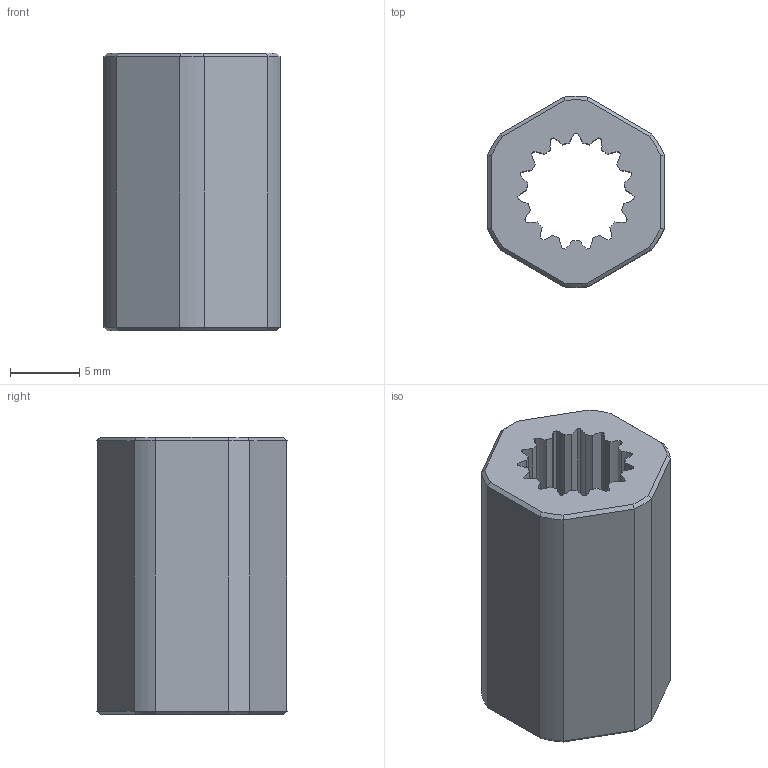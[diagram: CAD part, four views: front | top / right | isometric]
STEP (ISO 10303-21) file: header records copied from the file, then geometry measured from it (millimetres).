
FILE_DESCRIPTION (( 'STEP AP203' ), '1' );
FILE_NAME ('REV-21-4484_RevB.STEP', '2025-09-26T20:43:04', ( '' ), ( '' ), 'SwSTEP 2.0', 'SolidWorks 2022', '' );
FILE_SCHEMA (( 'CONFIG_CONTROL_DESIGN' ));
Length unit declared in the file: millimetre
Products named in the file (1): REV-21-4484_RevB
Bounding box: 12.68 x 13.73 x 20 mm (x, y, z)
Volume: 1821.9 mm3; surface area: 1713.3 mm2
Topology: 1 solids, 1 shells, 377 faces, 1024 edges, 674 vertices
Faces by surface type: plane 266, bspline 63, cylinder 36, cone 12
Entity records: 14673 total; most frequent: CARTESIAN_POINT 5483, ORIENTED_EDGE 2048, DIRECTION 1588, EDGE_CURVE 1024, VECTOR 790, LINE 790, VERTEX_POINT 674, EDGE_LOOP 404
